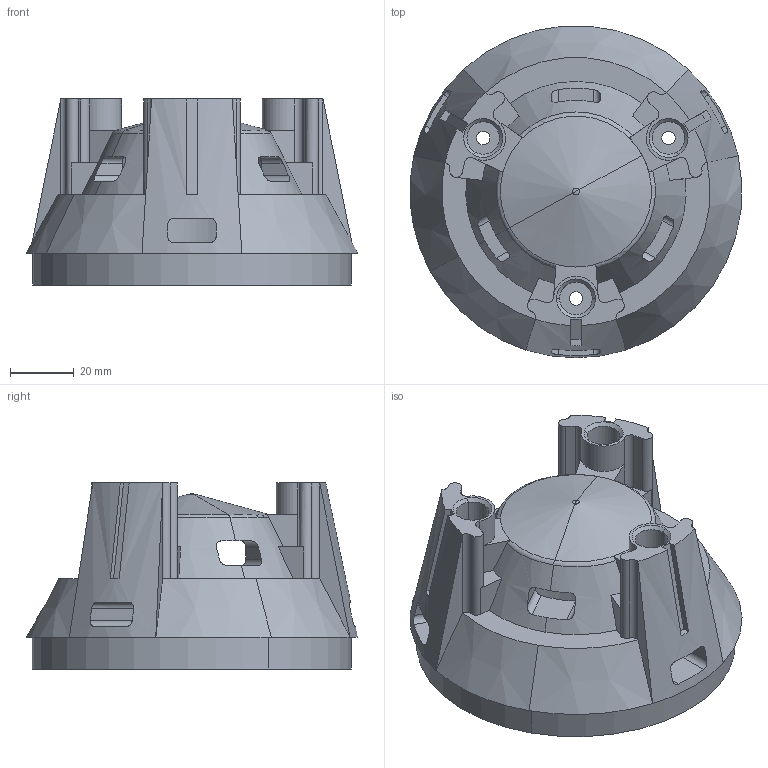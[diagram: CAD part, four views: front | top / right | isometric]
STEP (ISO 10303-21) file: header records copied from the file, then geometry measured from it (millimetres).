
FILE_DESCRIPTION(('CATIA V5 STEP Exchange'),'2;1');
FILE_NAME('SP02_ALPHA_SEPA_PRINCIPALE.stp','2025-06-30T17:16:44+00:00',('none'),('none'),'CATIA Version 5 Release 19 GA (IN-10)','CATIA V5 STEP AP203','none');
FILE_SCHEMA(('CONFIG_CONTROL_DESIGN'));
Length unit declared in the file: millimetre
Products named in the file (1): SP02_ALPHA_SEPA_PRINCIPALE
Bounding box: 103.8 x 103.82 x 58.25 mm (x, y, z)
Volume: 215728.6 mm3; surface area: 45565.9 mm2
Topology: 1 solids, 1 shells, 188 faces, 506 edges, 324 vertices
Faces by surface type: cylinder 84, plane 79, cone 19, torus 4, sphere 2
Entity records: 5692 total; most frequent: CARTESIAN_POINT 1355, ORIENTED_EDGE 1008, DIRECTION 662, EDGE_CURVE 504, AXIS2_PLACEMENT_3D 328, VERTEX_POINT 324, EDGE_LOOP 218, VECTOR 217
